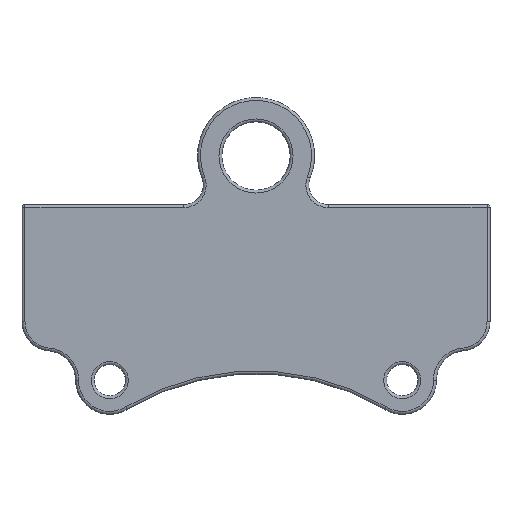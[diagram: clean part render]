
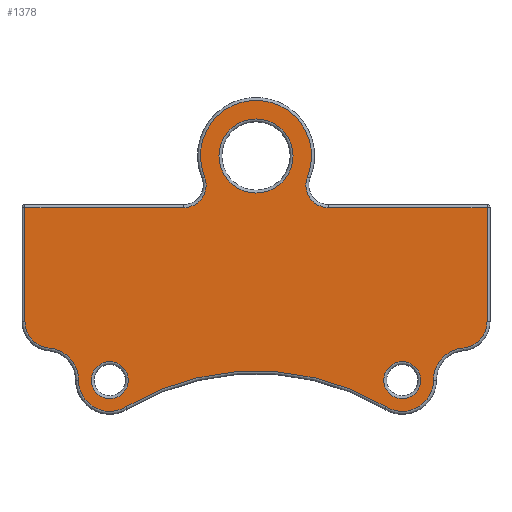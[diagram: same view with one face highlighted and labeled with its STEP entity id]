
A CAD part, front view. The second image highlights one B-rep face of the part: STEP entity #1378.
In plain terms, the highlighted planar face has unit normal (0, -1, 0).
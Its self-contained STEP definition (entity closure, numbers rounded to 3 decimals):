
#35=FACE_BOUND('',#335,.T.);
#36=FACE_BOUND('',#336,.T.);
#37=FACE_BOUND('',#337,.T.);
#48=PLANE('',#1498);
#62=LINE('',#2267,#132);
#63=LINE('',#2269,#133);
#64=LINE('',#2277,#134);
#65=LINE('',#2279,#135);
#132=VECTOR('',#1740,10.);
#133=VECTOR('',#1741,10.);
#134=VECTOR('',#1748,10.);
#135=VECTOR('',#1749,10.);
#243=FACE_OUTER_BOUND('',#334,.T.);
#334=EDGE_LOOP('',(#923,#924,#925,#926,#927,#928,#929,#930,#931,#932,#933,
#934,#935,#936));
#335=EDGE_LOOP('',(#937));
#336=EDGE_LOOP('',(#938));
#337=EDGE_LOOP('',(#939));
#438=CIRCLE('',#1493,1.9);
#442=CIRCLE('',#1499,2.3);
#443=CIRCLE('',#1500,5.7);
#444=CIRCLE('',#1501,2.3);
#445=CIRCLE('',#1502,2.711);
#446=CIRCLE('',#1503,3.311);
#447=CIRCLE('',#1504,3.2);
#448=CIRCLE('',#1505,25.922);
#449=CIRCLE('',#1506,3.2);
#450=CIRCLE('',#1507,3.311);
#451=CIRCLE('',#1508,2.711);
#452=CIRCLE('',#1509,1.9);
#453=CIRCLE('',#1510,3.8);
#570=VERTEX_POINT('',#2254);
#573=VERTEX_POINT('',#2265);
#574=VERTEX_POINT('',#2266);
#575=VERTEX_POINT('',#2268);
#576=VERTEX_POINT('',#2270);
#577=VERTEX_POINT('',#2272);
#578=VERTEX_POINT('',#2274);
#579=VERTEX_POINT('',#2276);
#580=VERTEX_POINT('',#2278);
#581=VERTEX_POINT('',#2280);
#582=VERTEX_POINT('',#2282);
#583=VERTEX_POINT('',#2284);
#584=VERTEX_POINT('',#2286);
#585=VERTEX_POINT('',#2288);
#586=VERTEX_POINT('',#2290);
#587=VERTEX_POINT('',#2293);
#588=VERTEX_POINT('',#2295);
#698=EDGE_CURVE('',#570,#570,#438,.T.);
#703=EDGE_CURVE('',#573,#574,#62,.T.);
#704=EDGE_CURVE('',#575,#573,#63,.T.);
#705=EDGE_CURVE('',#576,#575,#442,.T.);
#706=EDGE_CURVE('',#577,#576,#443,.T.);
#707=EDGE_CURVE('',#578,#577,#444,.T.);
#708=EDGE_CURVE('',#579,#578,#64,.T.);
#709=EDGE_CURVE('',#580,#579,#65,.T.);
#710=EDGE_CURVE('',#581,#580,#445,.T.);
#711=EDGE_CURVE('',#582,#581,#446,.T.);
#712=EDGE_CURVE('',#583,#582,#447,.T.);
#713=EDGE_CURVE('',#584,#583,#448,.T.);
#714=EDGE_CURVE('',#585,#584,#449,.T.);
#715=EDGE_CURVE('',#586,#585,#450,.T.);
#716=EDGE_CURVE('',#574,#586,#451,.T.);
#717=EDGE_CURVE('',#587,#587,#452,.T.);
#718=EDGE_CURVE('',#588,#588,#453,.T.);
#923=ORIENTED_EDGE('',*,*,#703,.F.);
#924=ORIENTED_EDGE('',*,*,#704,.F.);
#925=ORIENTED_EDGE('',*,*,#705,.F.);
#926=ORIENTED_EDGE('',*,*,#706,.F.);
#927=ORIENTED_EDGE('',*,*,#707,.F.);
#928=ORIENTED_EDGE('',*,*,#708,.F.);
#929=ORIENTED_EDGE('',*,*,#709,.F.);
#930=ORIENTED_EDGE('',*,*,#710,.F.);
#931=ORIENTED_EDGE('',*,*,#711,.F.);
#932=ORIENTED_EDGE('',*,*,#712,.F.);
#933=ORIENTED_EDGE('',*,*,#713,.F.);
#934=ORIENTED_EDGE('',*,*,#714,.F.);
#935=ORIENTED_EDGE('',*,*,#715,.F.);
#936=ORIENTED_EDGE('',*,*,#716,.F.);
#937=ORIENTED_EDGE('',*,*,#717,.F.);
#938=ORIENTED_EDGE('',*,*,#718,.F.);
#939=ORIENTED_EDGE('',*,*,#698,.F.);
#1378=ADVANCED_FACE('',(#243,#35,#36,#37),#48,.F.);
#1493=AXIS2_PLACEMENT_3D('',#2256,#1727,#1728);
#1498=AXIS2_PLACEMENT_3D('',#2264,#1738,#1739);
#1499=AXIS2_PLACEMENT_3D('',#2271,#1742,#1743);
#1500=AXIS2_PLACEMENT_3D('',#2273,#1744,#1745);
#1501=AXIS2_PLACEMENT_3D('',#2275,#1746,#1747);
#1502=AXIS2_PLACEMENT_3D('',#2281,#1750,#1751);
#1503=AXIS2_PLACEMENT_3D('',#2283,#1752,#1753);
#1504=AXIS2_PLACEMENT_3D('',#2285,#1754,#1755);
#1505=AXIS2_PLACEMENT_3D('',#2287,#1756,#1757);
#1506=AXIS2_PLACEMENT_3D('',#2289,#1758,#1759);
#1507=AXIS2_PLACEMENT_3D('',#2291,#1760,#1761);
#1508=AXIS2_PLACEMENT_3D('',#2292,#1762,#1763);
#1509=AXIS2_PLACEMENT_3D('',#2294,#1764,#1765);
#1510=AXIS2_PLACEMENT_3D('',#2296,#1766,#1767);
#1727=DIRECTION('center_axis',(0.,-1.,0.));
#1728=DIRECTION('ref_axis',(1.,0.,0.));
#1738=DIRECTION('center_axis',(0.,1.,0.));
#1739=DIRECTION('ref_axis',(0.,0.,1.));
#1740=DIRECTION('',(0.,0.,-1.));
#1741=DIRECTION('',(1.,0.,0.));
#1742=DIRECTION('center_axis',(0.,-1.,0.));
#1743=DIRECTION('ref_axis',(-0.829,0.,-0.559));
#1744=DIRECTION('center_axis',(0.,1.,0.));
#1745=DIRECTION('ref_axis',(0.,0.,1.));
#1746=DIRECTION('center_axis',(0.,-1.,0.));
#1747=DIRECTION('ref_axis',(0.829,0.,-0.559));
#1748=DIRECTION('',(1.,0.,0.));
#1749=DIRECTION('',(0.,0.,1.));
#1750=DIRECTION('center_axis',(0.,1.,0.));
#1751=DIRECTION('ref_axis',(-0.737,0.,-0.676));
#1752=DIRECTION('center_axis',(0.,-1.,0.));
#1753=DIRECTION('ref_axis',(0.737,0.,0.676));
#1754=DIRECTION('center_axis',(0.,1.,0.));
#1755=DIRECTION('ref_axis',(-0.492,0.,-0.87));
#1756=DIRECTION('center_axis',(0.,-1.,0.));
#1757=DIRECTION('ref_axis',(0.,0.,1.));
#1758=DIRECTION('center_axis',(0.,1.,0.));
#1759=DIRECTION('ref_axis',(0.492,0.,-0.87));
#1760=DIRECTION('center_axis',(0.,-1.,0.));
#1761=DIRECTION('ref_axis',(-0.737,0.,0.676));
#1762=DIRECTION('center_axis',(0.,1.,0.));
#1763=DIRECTION('ref_axis',(0.737,0.,-0.676));
#1764=DIRECTION('center_axis',(0.,-1.,0.));
#1765=DIRECTION('ref_axis',(1.,0.,0.));
#1766=DIRECTION('center_axis',(0.,-1.,0.));
#1767=DIRECTION('ref_axis',(1.,0.,0.));
#2254=CARTESIAN_POINT('',(15.,0.,-3.1));
#2256=CARTESIAN_POINT('Origin',(15.,0.,-5.));
#2264=CARTESIAN_POINT('Origin',(0.,0.,7.75));
#2265=CARTESIAN_POINT('',(23.7,0.,12.7));
#2266=CARTESIAN_POINT('',(23.7,0.,1.));
#2267=CARTESIAN_POINT('',(23.7,0.,10.375));
#2268=CARTESIAN_POINT('',(7.416,0.,12.7));
#2269=CARTESIAN_POINT('',(3.708,0.,12.7));
#2270=CARTESIAN_POINT('',(5.284,0.,15.863));
#2271=CARTESIAN_POINT('Origin',(7.416,0.,15.));
#2272=CARTESIAN_POINT('',(-5.284,0.,15.863));
#2273=CARTESIAN_POINT('Origin',(0.,0.,18.));
#2274=CARTESIAN_POINT('',(-7.416,0.,12.7));
#2275=CARTESIAN_POINT('Origin',(-7.416,0.,15.));
#2276=CARTESIAN_POINT('',(-23.7,0.,12.7));
#2277=CARTESIAN_POINT('',(3.708,0.,12.7));
#2278=CARTESIAN_POINT('',(-23.7,0.,1.));
#2279=CARTESIAN_POINT('',(-23.7,0.,4.375));
#2280=CARTESIAN_POINT('',(-21.224,0.,-1.701));
#2281=CARTESIAN_POINT('Origin',(-20.989,0.,1.));
#2282=CARTESIAN_POINT('',(-18.2,0.,-5.));
#2283=CARTESIAN_POINT('Origin',(-21.511,0.,-5.));
#2284=CARTESIAN_POINT('',(-13.352,0.,-7.743));
#2285=CARTESIAN_POINT('Origin',(-15.,0.,-5.));
#2286=CARTESIAN_POINT('',(13.352,0.,-7.743));
#2287=CARTESIAN_POINT('Origin',(0.,0.,-29.962));
#2288=CARTESIAN_POINT('',(18.2,0.,-5.));
#2289=CARTESIAN_POINT('Origin',(15.,0.,-5.));
#2290=CARTESIAN_POINT('',(21.224,0.,-1.701));
#2291=CARTESIAN_POINT('Origin',(21.511,0.,-5.));
#2292=CARTESIAN_POINT('Origin',(20.989,0.,1.));
#2293=CARTESIAN_POINT('',(-15.,0.,-3.1));
#2294=CARTESIAN_POINT('Origin',(-15.,0.,-5.));
#2295=CARTESIAN_POINT('',(0.,0.,21.8));
#2296=CARTESIAN_POINT('Origin',(0.,0.,18.));
